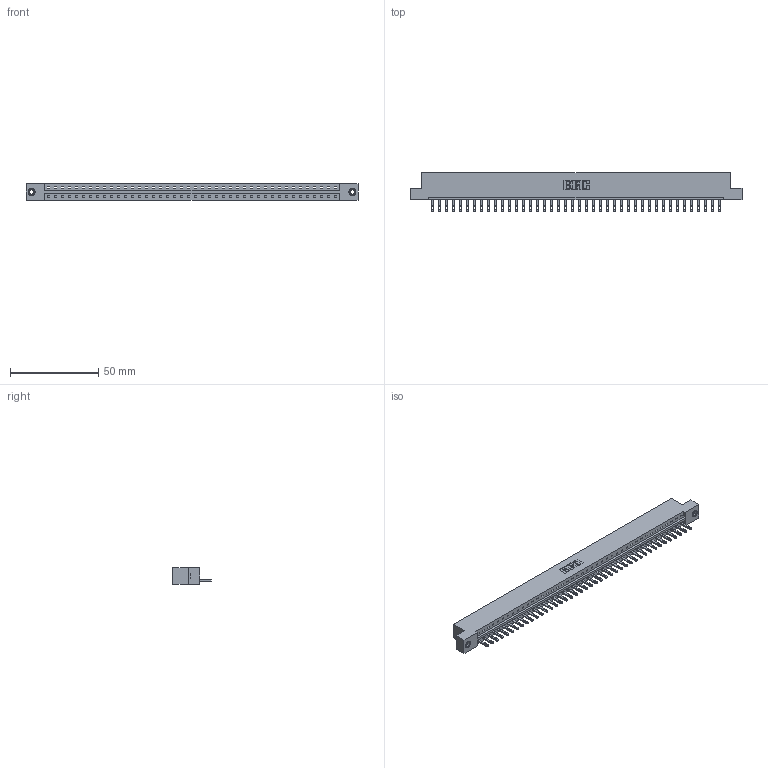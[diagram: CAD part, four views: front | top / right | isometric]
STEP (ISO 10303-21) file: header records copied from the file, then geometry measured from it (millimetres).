
FILE_DESCRIPTION (( 'STEP AP203' ), '1' );
FILE_NAME ('833-042-500-107.STEP', '2020-06-03T19:54:59', ( '' ), ( '' ), 'SwSTEP 2.0', 'SolidWorks 2020', '' );
FILE_SCHEMA (( 'CONFIG_CONTROL_DESIGN' ));
Length unit declared in the file: inch
Products named in the file (4): 345-292-001_345-293-100; 833-042-500-107; 833 Part_Flush - .156 Dia - TI; 345-250-001_345-250-005-103
Assembly tree (45 placements, depth 2):
  833-042-500-107
    833 Part_Flush - .156 Dia - TI
    345-292-001_345-293-100  x42
    345-250-001_345-250-005-103  x2
Bounding box: 187.96 x 21.85 x 9.4 mm (x, y, z)
Volume: 18926.6 mm3; surface area: 20617.8 mm2
Topology: 45 solids, 45 shells, 2442 faces, 7503 edges, 4994 vertices
Faces by surface type: plane 1614, cylinder 812, cone 12, torus 4
Entity records: 26792 total; most frequent: CARTESIAN_POINT 4603, ORIENTED_EDGE 4574, DIRECTION 3917, EDGE_CURVE 2287, LINE 2135, VECTOR 2135, VERTEX_POINT 1520, AXIS2_PLACEMENT_3D 891
